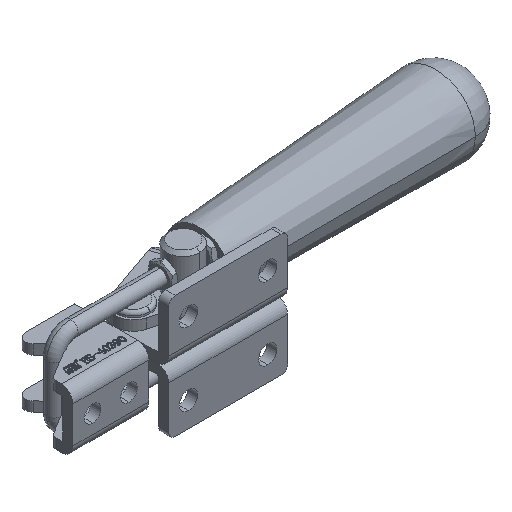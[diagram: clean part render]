
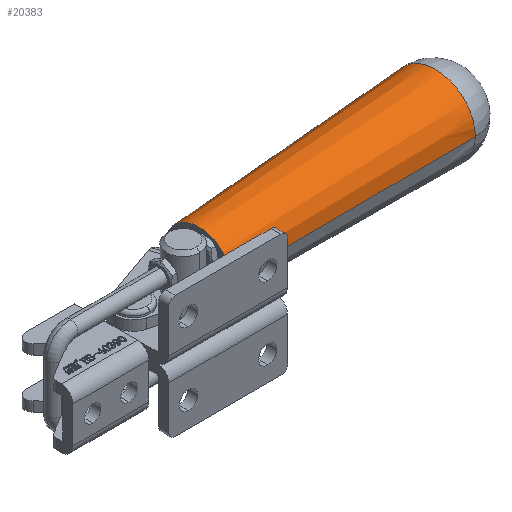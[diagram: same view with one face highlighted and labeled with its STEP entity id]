
A CAD part, isometric view. The second image highlights one B-rep face of the part: STEP entity #20383.
In plain terms, the highlighted conical face has half-angle 2 degrees and reference radius 9.5 mm.
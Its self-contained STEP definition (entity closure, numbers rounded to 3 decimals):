
#2556 = ORIENTED_EDGE ( 'NONE', *, *, #12766, .F. ) ;
#2557 = ORIENTED_EDGE ( 'NONE', *, *, #12767, .T. ) ;
#2558 = ORIENTED_EDGE ( 'NONE', *, *, #12765, .T. ) ;
#2559 = ORIENTED_EDGE ( 'NONE', *, *, #12768, .F. ) ;
#8432 = VERTEX_POINT ( 'NONE', #19297 ) ;
#8439 = VERTEX_POINT ( 'NONE', #19310 ) ;
#8457 = VERTEX_POINT ( 'NONE', #19344 ) ;
#8471 = VERTEX_POINT ( 'NONE', #19370 ) ;
#9274 = FACE_OUTER_BOUND ( 'NONE', #19759, .T. ) ;
#9278 = CONICAL_SURFACE ( 'NONE', #12329, 9.5, 0.035 ) ;
#10952 = CIRCLE ( 'NONE', #12134, 12.106 ) ;
#10953 = CIRCLE ( 'NONE', #12135, 9.5 ) ;
#10954 = LINE ( 'NONE', #17211, #10957 ) ;
#10956 = LINE ( 'NONE', #17215, #10959 ) ;
#10957 = VECTOR ( 'NONE', #17193, 1000. ) ;
#10959 = VECTOR ( 'NONE', #17217, 1000. ) ;
#12134 = AXIS2_PLACEMENT_3D ( 'NONE', #17207, #17208, #17209 ) ;
#12135 = AXIS2_PLACEMENT_3D ( 'NONE', #17212, #17213, #17214 ) ;
#12329 = AXIS2_PLACEMENT_3D ( 'NONE', #23737, #23734, #23733 ) ;
#12765 = EDGE_CURVE ( 'NONE', #8457, #8471, #10952, .T. ) ;
#12766 = EDGE_CURVE ( 'NONE', #8439, #8432, #10953, .T. ) ;
#12767 = EDGE_CURVE ( 'NONE', #8439, #8457, #10954, .T. ) ;
#12768 = EDGE_CURVE ( 'NONE', #8432, #8471, #10956, .T. ) ;
#17193 = DIRECTION ( 'NONE',  ( 0., 0.999, -0.035 ) ) ;
#17207 = CARTESIAN_POINT ( 'NONE',  ( 0., 74.616, 0. ) ) ;
#17208 = DIRECTION ( 'NONE',  ( 0., -1., 0. ) ) ;
#17209 = DIRECTION ( 'NONE',  ( 0., 0., -1. ) ) ;
#17211 = CARTESIAN_POINT ( 'NONE',  ( 0., 0., -9.5 ) ) ;
#17212 = CARTESIAN_POINT ( 'NONE',  ( 0., 0., 0. ) ) ;
#17213 = DIRECTION ( 'NONE',  ( 0., -1., 0. ) ) ;
#17214 = DIRECTION ( 'NONE',  ( 0., 0., -1. ) ) ;
#17215 = CARTESIAN_POINT ( 'NONE',  ( 0., 0., 9.5 ) ) ;
#17217 = DIRECTION ( 'NONE',  ( 0., 0.999, 0.035 ) ) ;
#19297 = CARTESIAN_POINT ( 'NONE',  ( 0., 0., 9.5 ) ) ;
#19310 = CARTESIAN_POINT ( 'NONE',  ( 0., 0., -9.5 ) ) ;
#19344 = CARTESIAN_POINT ( 'NONE',  ( 0., 74.616, -12.106 ) ) ;
#19370 = CARTESIAN_POINT ( 'NONE',  ( 0., 74.616, 12.106 ) ) ;
#19759 = EDGE_LOOP ( 'NONE', ( #2556, #2557, #2558, #2559 ) ) ;
#20383 = ADVANCED_FACE ( 'NONE', ( #9274 ), #9278, .T. ) ;
#23733 = DIRECTION ( 'NONE',  ( 0., 0., 1. ) ) ;
#23734 = DIRECTION ( 'NONE',  ( 0., 1., 0. ) ) ;
#23737 = CARTESIAN_POINT ( 'NONE',  ( 0., 0., 0. ) ) ;
